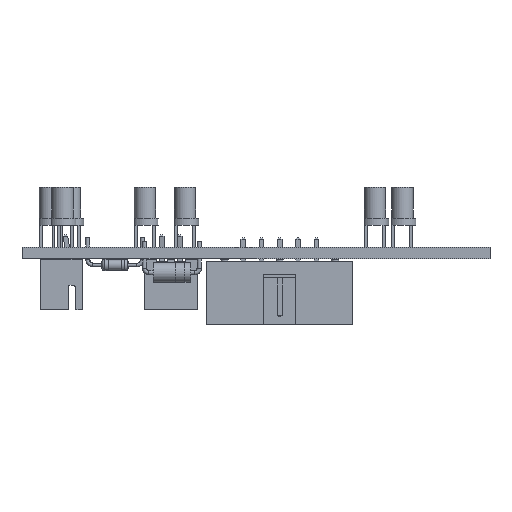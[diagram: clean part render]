
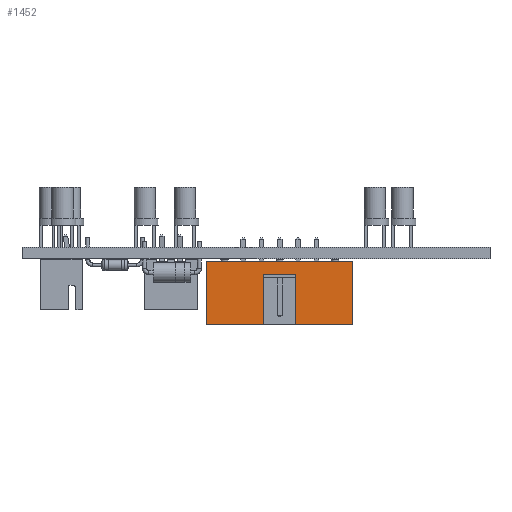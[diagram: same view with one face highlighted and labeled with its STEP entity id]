
A CAD part, front view. The second image highlights one B-rep face of the part: STEP entity #1452.
In plain terms, the highlighted face is planar.
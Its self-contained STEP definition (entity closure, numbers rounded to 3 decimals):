
#1452 = ADVANCED_FACE('',(#1453),#1519,.T.);
#1453 = FACE_BOUND('',#1454,.T.);
#1454 = EDGE_LOOP('',(#1455,#1465,#1473,#1481,#1489,#1497,#1505,#1513));
#1455 = ORIENTED_EDGE('',*,*,#1456,.F.);
#1456 = EDGE_CURVE('',#1457,#1459,#1461,.T.);
#1457 = VERTEX_POINT('',#1458);
#1458 = CARTESIAN_POINT('',(-3.155,5.1,0.25));
#1459 = VERTEX_POINT('',#1460);
#1460 = CARTESIAN_POINT('',(-3.155,5.1,9.1));
#1461 = LINE('',#1462,#1463);
#1462 = CARTESIAN_POINT('',(-3.155,5.1,0.25));
#1463 = VECTOR('',#1464,1.);
#1464 = DIRECTION('',(0.,0.,1.));
#1465 = ORIENTED_EDGE('',*,*,#1466,.T.);
#1466 = EDGE_CURVE('',#1457,#1467,#1469,.T.);
#1467 = VERTEX_POINT('',#1468);
#1468 = CARTESIAN_POINT('',(-3.155,-15.26,0.25));
#1469 = LINE('',#1470,#1471);
#1470 = CARTESIAN_POINT('',(-3.155,5.1,0.25));
#1471 = VECTOR('',#1472,1.);
#1472 = DIRECTION('',(0.,-1.,0.));
#1473 = ORIENTED_EDGE('',*,*,#1474,.T.);
#1474 = EDGE_CURVE('',#1467,#1475,#1477,.T.);
#1475 = VERTEX_POINT('',#1476);
#1476 = CARTESIAN_POINT('',(-3.155,-15.26,9.1));
#1477 = LINE('',#1478,#1479);
#1478 = CARTESIAN_POINT('',(-3.155,-15.26,2.6));
#1479 = VECTOR('',#1480,1.);
#1480 = DIRECTION('',(0.,0.,1.));
#1481 = ORIENTED_EDGE('',*,*,#1482,.F.);
#1482 = EDGE_CURVE('',#1483,#1475,#1485,.T.);
#1483 = VERTEX_POINT('',#1484);
#1484 = CARTESIAN_POINT('',(-3.155,-7.33,9.1));
#1485 = LINE('',#1486,#1487);
#1486 = CARTESIAN_POINT('',(-3.155,5.1,9.1));
#1487 = VECTOR('',#1488,1.);
#1488 = DIRECTION('',(0.,-1.,0.));
#1489 = ORIENTED_EDGE('',*,*,#1490,.T.);
#1490 = EDGE_CURVE('',#1483,#1491,#1493,.T.);
#1491 = VERTEX_POINT('',#1492);
#1492 = CARTESIAN_POINT('',(-3.155,-7.33,2.1));
#1493 = LINE('',#1494,#1495);
#1494 = CARTESIAN_POINT('',(-3.155,-7.33,3.388));
#1495 = VECTOR('',#1496,1.);
#1496 = DIRECTION('',(0.,0.,-1.));
#1497 = ORIENTED_EDGE('',*,*,#1498,.T.);
#1498 = EDGE_CURVE('',#1491,#1499,#1501,.T.);
#1499 = VERTEX_POINT('',#1500);
#1500 = CARTESIAN_POINT('',(-3.155,-2.83,2.1));
#1501 = LINE('',#1502,#1503);
#1502 = CARTESIAN_POINT('',(-3.155,-5.08,2.1));
#1503 = VECTOR('',#1504,1.);
#1504 = DIRECTION('',(0.,1.,0.));
#1505 = ORIENTED_EDGE('',*,*,#1506,.T.);
#1506 = EDGE_CURVE('',#1499,#1507,#1509,.T.);
#1507 = VERTEX_POINT('',#1508);
#1508 = CARTESIAN_POINT('',(-3.155,-2.83,9.1));
#1509 = LINE('',#1510,#1511);
#1510 = CARTESIAN_POINT('',(-3.155,-2.83,3.388));
#1511 = VECTOR('',#1512,1.);
#1512 = DIRECTION('',(0.,0.,1.));
#1513 = ORIENTED_EDGE('',*,*,#1514,.F.);
#1514 = EDGE_CURVE('',#1459,#1507,#1515,.T.);
#1515 = LINE('',#1516,#1517);
#1516 = CARTESIAN_POINT('',(-3.155,5.1,9.1));
#1517 = VECTOR('',#1518,1.);
#1518 = DIRECTION('',(0.,-1.,0.));
#1519 = PLANE('',#1520);
#1520 = AXIS2_PLACEMENT_3D('',#1521,#1522,#1523);
#1521 = CARTESIAN_POINT('',(-3.155,-5.08,4.675));
#1522 = DIRECTION('',(-1.,-0.,0.));
#1523 = DIRECTION('',(0.,0.,-1.));
